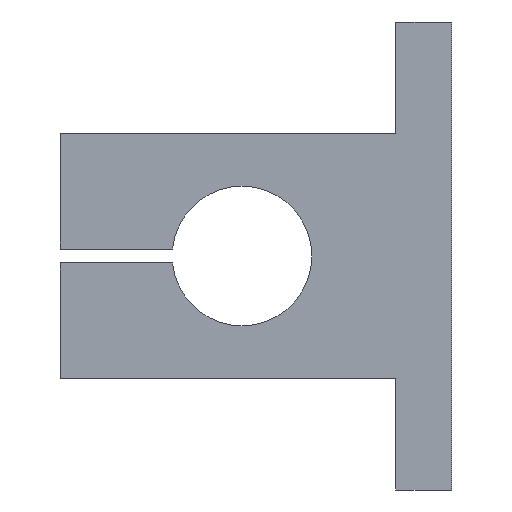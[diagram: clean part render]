
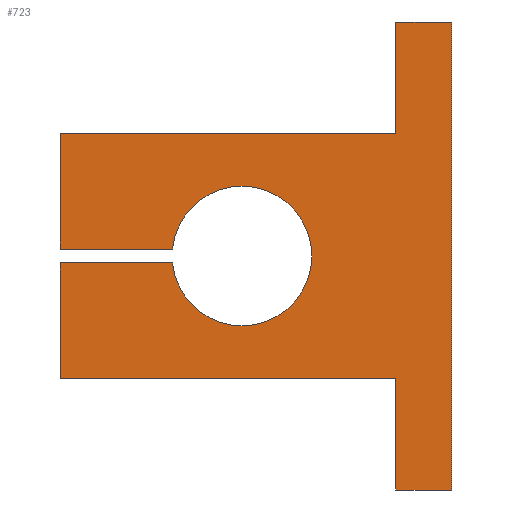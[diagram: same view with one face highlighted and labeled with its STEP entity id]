
A CAD part, left-side view. The second image highlights one B-rep face of the part: STEP entity #723.
In plain terms, the highlighted planar face has unit normal (-1, 0, 0).
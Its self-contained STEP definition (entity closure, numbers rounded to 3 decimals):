
#7 = CARTESIAN_POINT ( 'NONE',  ( -8., 8., 33.5 ) ) ;
#21 = ORIENTED_EDGE ( 'NONE', *, *, #46, .F. ) ;
#22 = AXIS2_PLACEMENT_3D ( 'NONE', #442, #80, #785 ) ;
#26 = LINE ( 'NONE', #312, #551 ) ;
#31 = LINE ( 'NONE', #672, #118 ) ;
#35 = DIRECTION ( 'NONE',  ( 0., 0., -1. ) ) ;
#46 = EDGE_CURVE ( 'NONE', #68, #855, #160, .T. ) ;
#50 = DIRECTION ( 'NONE',  ( 0., 0., 1. ) ) ;
#51 = EDGE_CURVE ( 'NONE', #253, #116, #876, .T. ) ;
#55 = VECTOR ( 'NONE', #664, 1000. ) ;
#59 = LINE ( 'NONE', #897, #128 ) ;
#67 = DIRECTION ( 'NONE',  ( 0., 1., 0. ) ) ;
#68 = VERTEX_POINT ( 'NONE', #329 ) ;
#77 = EDGE_CURVE ( 'NONE', #819, #242, #26, .T. ) ;
#78 = VERTEX_POINT ( 'NONE', #246 ) ;
#80 = DIRECTION ( 'NONE',  ( 1., 0., 0. ) ) ;
#85 = VECTOR ( 'NONE', #680, 1000. ) ;
#92 = DIRECTION ( 'NONE',  ( 0., 1., 0. ) ) ;
#111 = AXIS2_PLACEMENT_3D ( 'NONE', #229, #645, #654 ) ;
#116 = VERTEX_POINT ( 'NONE', #661 ) ;
#118 = VECTOR ( 'NONE', #543, 1000. ) ;
#121 = CARTESIAN_POINT ( 'NONE',  ( -8., 56., -33.5 ) ) ;
#128 = VECTOR ( 'NONE', #548, 1000. ) ;
#129 = CARTESIAN_POINT ( 'NONE',  ( -8., 8., -17.5 ) ) ;
#136 = ORIENTED_EDGE ( 'NONE', *, *, #310, .F. ) ;
#137 = CARTESIAN_POINT ( 'NONE',  ( -8., 39.95, 1. ) ) ;
#142 = EDGE_CURVE ( 'NONE', #753, #346, #31, .T. ) ;
#148 = DIRECTION ( 'NONE',  ( 0., 0., -1. ) ) ;
#160 = LINE ( 'NONE', #364, #579 ) ;
#209 = ORIENTED_EDGE ( 'NONE', *, *, #633, .T. ) ;
#216 = LINE ( 'NONE', #497, #791 ) ;
#221 = CARTESIAN_POINT ( 'NONE',  ( -8., 8., 17.5 ) ) ;
#227 = VERTEX_POINT ( 'NONE', #695 ) ;
#229 = CARTESIAN_POINT ( 'NONE',  ( -8., 30., 0. ) ) ;
#242 = VERTEX_POINT ( 'NONE', #901 ) ;
#246 = CARTESIAN_POINT ( 'NONE',  ( -8., 0., -33.5 ) ) ;
#253 = VERTEX_POINT ( 'NONE', #419 ) ;
#265 = VECTOR ( 'NONE', #446, 1000. ) ;
#266 = EDGE_CURVE ( 'NONE', #686, #253, #564, .T. ) ;
#289 = EDGE_CURVE ( 'NONE', #227, #68, #472, .T. ) ;
#290 = LINE ( 'NONE', #500, #55 ) ;
#296 = CARTESIAN_POINT ( 'NONE',  ( -8., 30., -10. ) ) ;
#298 = ORIENTED_EDGE ( 'NONE', *, *, #266, .F. ) ;
#310 = EDGE_CURVE ( 'NONE', #346, #227, #59, .T. ) ;
#312 = CARTESIAN_POINT ( 'NONE',  ( -8., 56., 33.5 ) ) ;
#324 = ORIENTED_EDGE ( 'NONE', *, *, #289, .F. ) ;
#329 = CARTESIAN_POINT ( 'NONE',  ( -8., 56., -1. ) ) ;
#330 = AXIS2_PLACEMENT_3D ( 'NONE', #665, #802, #35 ) ;
#340 = FACE_OUTER_BOUND ( 'NONE', #503, .T. ) ;
#346 = VERTEX_POINT ( 'NONE', #129 ) ;
#351 = CARTESIAN_POINT ( 'NONE',  ( -8., 39.95, 1. ) ) ;
#358 = VERTEX_POINT ( 'NONE', #296 ) ;
#364 = CARTESIAN_POINT ( 'NONE',  ( -8., 56., -1. ) ) ;
#372 = CIRCLE ( 'NONE', #330, 10. ) ;
#392 = EDGE_CURVE ( 'NONE', #358, #855, #397, .T. ) ;
#396 = ORIENTED_EDGE ( 'NONE', *, *, #445, .F. ) ;
#397 = CIRCLE ( 'NONE', #111, 10. ) ;
#414 = DIRECTION ( 'NONE',  ( 0., 0., -1. ) ) ;
#419 = CARTESIAN_POINT ( 'NONE',  ( -8., 56., 1. ) ) ;
#442 = CARTESIAN_POINT ( 'NONE',  ( -8., 30., 0. ) ) ;
#445 = EDGE_CURVE ( 'NONE', #242, #78, #216, .T. ) ;
#446 = DIRECTION ( 'NONE',  ( 0., 0., 1. ) ) ;
#457 = EDGE_CURVE ( 'NONE', #840, #358, #629, .T. ) ;
#464 = LINE ( 'NONE', #867, #265 ) ;
#472 = LINE ( 'NONE', #121, #526 ) ;
#491 = ORIENTED_EDGE ( 'NONE', *, *, #556, .F. ) ;
#497 = CARTESIAN_POINT ( 'NONE',  ( -8., 0., 33.5 ) ) ;
#500 = CARTESIAN_POINT ( 'NONE',  ( -8., 56., 17.5 ) ) ;
#503 = EDGE_LOOP ( 'NONE', ( #298, #209, #783, #673, #21, #324, #136, #827, #491, #396, #779, #809, #758, #586 ) ) ;
#519 = AXIS2_PLACEMENT_3D ( 'NONE', #615, #832, #414 ) ;
#521 = DIRECTION ( 'NONE',  ( 0., -1., 0. ) ) ;
#523 = CARTESIAN_POINT ( 'NONE',  ( -8., 8., -33.5 ) ) ;
#526 = VECTOR ( 'NONE', #50, 1000. ) ;
#543 = DIRECTION ( 'NONE',  ( 0., 0., 1. ) ) ;
#546 = EDGE_CURVE ( 'NONE', #851, #819, #464, .T. ) ;
#548 = DIRECTION ( 'NONE',  ( 0., 1., 0. ) ) ;
#551 = VECTOR ( 'NONE', #521, 1000. ) ;
#556 = EDGE_CURVE ( 'NONE', #78, #753, #601, .T. ) ;
#564 = LINE ( 'NONE', #351, #751 ) ;
#579 = VECTOR ( 'NONE', #888, 1000. ) ;
#580 = CARTESIAN_POINT ( 'NONE',  ( -8., 30., 10. ) ) ;
#586 = ORIENTED_EDGE ( 'NONE', *, *, #51, .F. ) ;
#601 = LINE ( 'NONE', #880, #778 ) ;
#615 = CARTESIAN_POINT ( 'NONE',  ( -8., 0., 0. ) ) ;
#629 = CIRCLE ( 'NONE', #22, 10. ) ;
#633 = EDGE_CURVE ( 'NONE', #686, #840, #372, .T. ) ;
#645 = DIRECTION ( 'NONE',  ( 1., 0., 0. ) ) ;
#654 = DIRECTION ( 'NONE',  ( 0., 0., -1. ) ) ;
#661 = CARTESIAN_POINT ( 'NONE',  ( -8., 56., 17.5 ) ) ;
#664 = DIRECTION ( 'NONE',  ( 0., -1., 0. ) ) ;
#665 = CARTESIAN_POINT ( 'NONE',  ( -8., 30., 0. ) ) ;
#666 = CARTESIAN_POINT ( 'NONE',  ( -8., 56., -33.5 ) ) ;
#672 = CARTESIAN_POINT ( 'NONE',  ( -8., 8., -33.5 ) ) ;
#673 = ORIENTED_EDGE ( 'NONE', *, *, #392, .T. ) ;
#680 = DIRECTION ( 'NONE',  ( 0., 0., 1. ) ) ;
#686 = VERTEX_POINT ( 'NONE', #137 ) ;
#695 = CARTESIAN_POINT ( 'NONE',  ( -8., 56., -17.5 ) ) ;
#723 = ADVANCED_FACE ( 'NONE', ( #340 ), #896, .F. ) ;
#751 = VECTOR ( 'NONE', #67, 1000. ) ;
#753 = VERTEX_POINT ( 'NONE', #523 ) ;
#758 = ORIENTED_EDGE ( 'NONE', *, *, #801, .F. ) ;
#778 = VECTOR ( 'NONE', #92, 1000. ) ;
#779 = ORIENTED_EDGE ( 'NONE', *, *, #77, .F. ) ;
#783 = ORIENTED_EDGE ( 'NONE', *, *, #457, .T. ) ;
#784 = CARTESIAN_POINT ( 'NONE',  ( -8., 39.95, -1. ) ) ;
#785 = DIRECTION ( 'NONE',  ( 0., 0., -1. ) ) ;
#791 = VECTOR ( 'NONE', #148, 1000. ) ;
#801 = EDGE_CURVE ( 'NONE', #116, #851, #290, .T. ) ;
#802 = DIRECTION ( 'NONE',  ( 1., 0., 0. ) ) ;
#809 = ORIENTED_EDGE ( 'NONE', *, *, #546, .F. ) ;
#819 = VERTEX_POINT ( 'NONE', #7 ) ;
#827 = ORIENTED_EDGE ( 'NONE', *, *, #142, .F. ) ;
#832 = DIRECTION ( 'NONE',  ( 1., 0., 0. ) ) ;
#840 = VERTEX_POINT ( 'NONE', #580 ) ;
#851 = VERTEX_POINT ( 'NONE', #221 ) ;
#855 = VERTEX_POINT ( 'NONE', #784 ) ;
#867 = CARTESIAN_POINT ( 'NONE',  ( -8., 8., 17.5 ) ) ;
#876 = LINE ( 'NONE', #666, #85 ) ;
#880 = CARTESIAN_POINT ( 'NONE',  ( -8., 0., -33.5 ) ) ;
#888 = DIRECTION ( 'NONE',  ( 0., -1., 0. ) ) ;
#896 = PLANE ( 'NONE',  #519 ) ;
#897 = CARTESIAN_POINT ( 'NONE',  ( -8., 8., -17.5 ) ) ;
#901 = CARTESIAN_POINT ( 'NONE',  ( -8., 0., 33.5 ) ) ;
